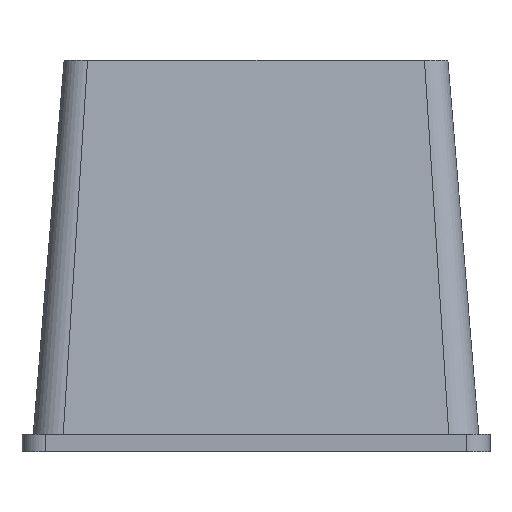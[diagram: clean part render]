
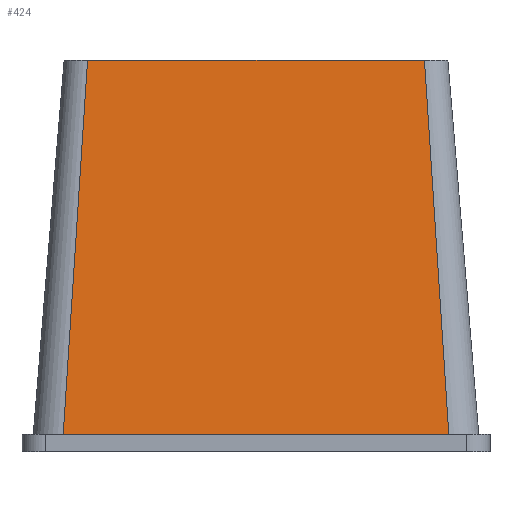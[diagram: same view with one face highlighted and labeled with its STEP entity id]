
A CAD part, front view. The second image highlights one B-rep face of the part: STEP entity #424.
In plain terms, the highlighted free-form (B-spline) face has degree [3, 1] with [4, 2] control points.
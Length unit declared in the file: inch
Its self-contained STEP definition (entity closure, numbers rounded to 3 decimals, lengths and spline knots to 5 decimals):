
#170=EDGE_CURVE('',#473,#474,#475,.T.);
#246=EDGE_CURVE('',#473,#602,#603,.T.);
#284=EDGE_CURVE('',#602,#508,#659,.T.);
#424=ADVANCED_FACE('',(#849),#850,.F.);
#426=EDGE_CURVE('',#474,#508,#852,.T.);
#473=VERTEX_POINT('',#907);
#474=VERTEX_POINT('',#908);
#475=LINE('',#909,#910);
#508=VERTEX_POINT('',#956);
#602=VERTEX_POINT('',#1143);
#603=LINE('',#1144,#1145);
#659=LINE('',#1265,#1266);
#849=FACE_OUTER_BOUND('',#1674,.T.);
#850=B_SPLINE_SURFACE_WITH_KNOTS('',3,1,((#1675,#1676),(#1677,#1678),(#1679,#1680),(#1681,#1682)),.UNSPECIFIED.,.F.,.F.,.F.,(4,4),(2,2),(0.0,1.0),(0.0,1.0),.UNSPECIFIED.);
#852=LINE('',#1685,#1686);
#907=CARTESIAN_POINT('',(1.724,0.548,0.0));
#908=CARTESIAN_POINT('',(0.076,0.548,0.0));
#909=CARTESIAN_POINT('',(1.724,0.548,0.0));
#910=VECTOR('',#1772,1.0);
#956=CARTESIAN_POINT('',(0.18,0.67544,1.60001));
#1143=CARTESIAN_POINT('',(1.61999,0.67544,1.60001));
#1144=CARTESIAN_POINT('',(1.724,0.548,0.0));
#1145=VECTOR('',#1897,1.60844);
#1265=CARTESIAN_POINT('',(1.61999,0.67544,1.60001));
#1266=VECTOR('',#1928,1.0);
#1674=EDGE_LOOP('',(#2168,#2169,#2170,#2171));
#1675=CARTESIAN_POINT('',(1.724,0.548,0.0));
#1676=CARTESIAN_POINT('',(1.61999,0.67544,1.60001));
#1677=CARTESIAN_POINT('',(1.17466,0.548,0.0));
#1678=CARTESIAN_POINT('',(1.14,0.67544,1.60001));
#1679=CARTESIAN_POINT('',(0.62533,0.548,0.0));
#1680=CARTESIAN_POINT('',(0.66,0.67544,1.60001));
#1681=CARTESIAN_POINT('',(0.076,0.548,0.0));
#1682=CARTESIAN_POINT('',(0.18,0.67544,1.60001));
#1685=CARTESIAN_POINT('',(0.076,0.548,0.0));
#1686=VECTOR('',#2172,1.60844);
#1772=DIRECTION('',(-1.0,0.0,0.0));
#1897=DIRECTION('',(-0.065,0.079,0.995));
#1928=DIRECTION('',(-1.0,0.0,0.0));
#2168=ORIENTED_EDGE('',*,*,#170,.F.);
#2169=ORIENTED_EDGE('',*,*,#246,.T.);
#2170=ORIENTED_EDGE('',*,*,#284,.T.);
#2171=ORIENTED_EDGE('',*,*,#426,.F.);
#2172=DIRECTION('',(0.065,0.079,0.995));
